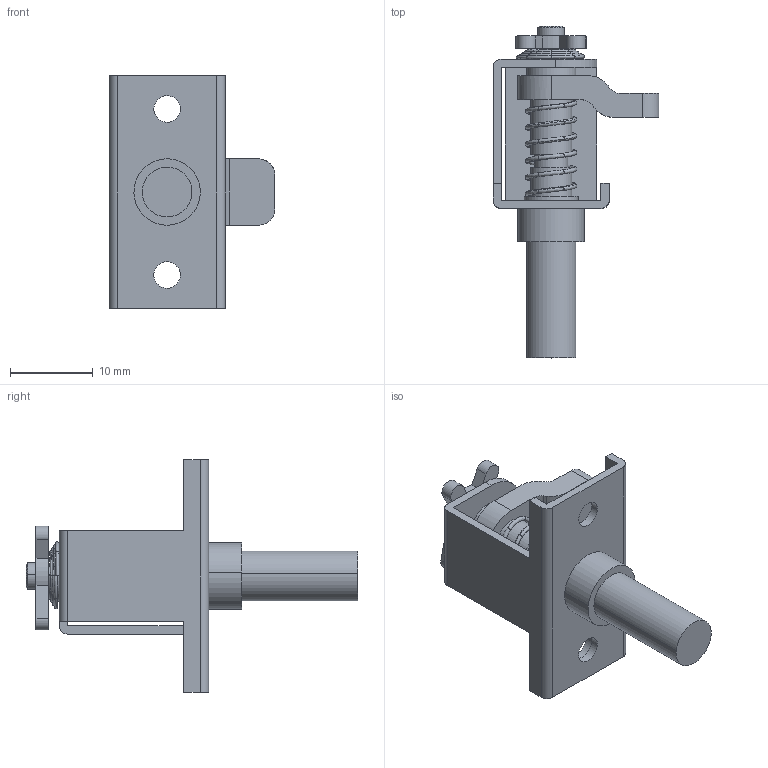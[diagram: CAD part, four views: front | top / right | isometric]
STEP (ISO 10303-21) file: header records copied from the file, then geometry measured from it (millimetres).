
FILE_DESCRIPTION((''),'2;1');
FILE_NAME('','2005-07-15T17:22:08',(''),(''),'','CADfix','');
FILE_SCHEMA(('AUTOMOTIVE_DESIGN'));
Length unit declared in the file: millimetre
Products named in the file (8): spring_2; spring_1; retainer; knob; housing; collar; cam; TL_86_3_18483_36
Assembly tree (7 placements, depth 2):
  TL_86_3_18483_36
    spring_2
    spring_1
    retainer
    knob
    housing
    collar
    cam
Bounding box: 20 x 40 x 28 mm (x, y, z)
Volume: 2418.3 mm3; surface area: 3958.9 mm2
Topology: 7 solids, 7 shells, 251 faces, 625 edges, 396 vertices
Faces by surface type: bspline 251
Entity records: 10816 total; most frequent: CARTESIAN_POINT 7169, ORIENTED_EDGE 1250, EDGE_CURVE 625, VERTEX_POINT 396, EDGE_LOOP 273, FACE_OUTER_BOUND 251, ADVANCED_FACE 251, QUASI_UNIFORM_CURVE 163
